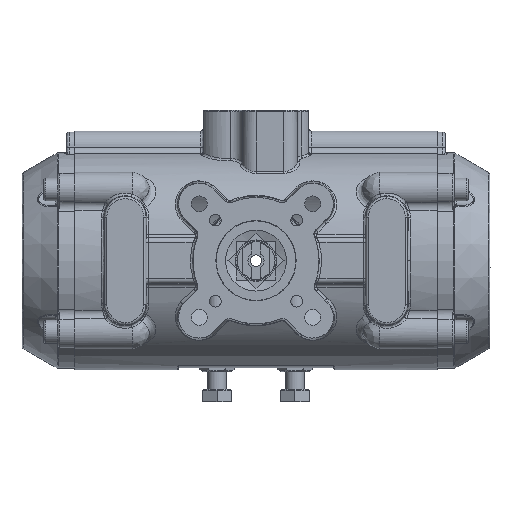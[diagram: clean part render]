
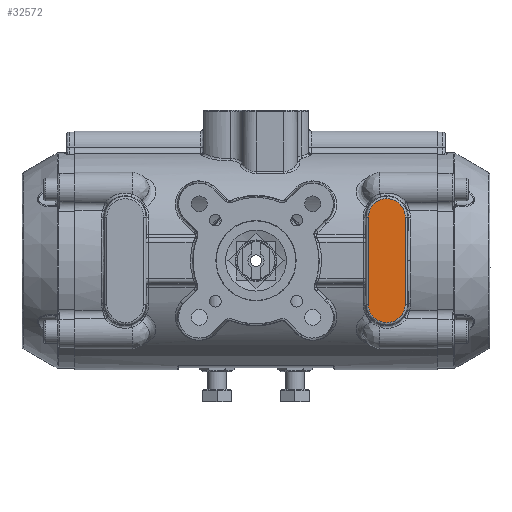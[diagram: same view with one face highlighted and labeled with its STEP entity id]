
A CAD part, front view. The second image highlights one B-rep face of the part: STEP entity #32572.
In plain terms, the highlighted planar face has unit normal (0, -1, 0).
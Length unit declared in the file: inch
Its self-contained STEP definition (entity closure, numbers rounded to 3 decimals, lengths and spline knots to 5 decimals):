
#3161 = CARTESIAN_POINT ( 'NONE',  ( 6.55774, 2.23344, 5.30789 ) ) ;
#4683 = CARTESIAN_POINT ( 'NONE',  ( 7.19037, 2.23344, 3.81182 ) ) ;
#8175 = ORIENTED_EDGE ( 'NONE', *, *, #94755, .F. ) ;
#9348 = VECTOR ( 'NONE', #58132, 39.37008 ) ;
#12821 = CARTESIAN_POINT ( 'NONE',  ( 7.19037, 2.23344, 3.81182 ) ) ;
#13435 = CARTESIAN_POINT ( 'NONE',  ( 6.55774, 2.23344, 3.1792 ) ) ;
#13636 = CARTESIAN_POINT ( 'NONE',  ( 6.68876, 2.23344, 5.6242 ) ) ;
#13734 = CARTESIAN_POINT ( 'NONE',  ( 7.19037, 2.23344, 5.30789 ) ) ;
#14479 = CARTESIAN_POINT ( 'NONE',  ( 6.87405, 2.23344, 5.30789 ) ) ;
#21115 = CARTESIAN_POINT ( 'NONE',  ( 6.87405, 2.23344, 5.6242 ) ) ;
#22397 = CARTESIAN_POINT ( 'NONE',  ( 6.55774, 2.23344, 5.30789 ) ) ;
#22671 = DIRECTION ( 'NONE',  ( 0., 0., 1. ) ) ;
#23192 = EDGE_CURVE ( 'NONE', #71680, #41580, #77240, .T. ) ;
#23984 = EDGE_CURVE ( 'NONE', #31330, #46777, #94384, .T. ) ;
#31330 = VERTEX_POINT ( 'NONE', #21115 ) ;
#31448 = FACE_OUTER_BOUND ( 'NONE', #57002, .T. ) ;
#31524 = CARTESIAN_POINT ( 'NONE',  ( 6.87405, 2.23344, 5.6242 ) ) ;
#32572 = ADVANCED_FACE ( 'NONE', ( #31448 ), #93544, .F. ) ;
#32682 = CARTESIAN_POINT ( 'NONE',  ( 7.19037, 2.23344, 5.30789 ) ) ;
#39772 = CARTESIAN_POINT ( 'NONE',  ( 6.55774, 2.23344, 3.81182 ) ) ;
#41580 = VERTEX_POINT ( 'NONE', #115054 ) ;
#42175 = ORIENTED_EDGE ( 'NONE', *, *, #23192, .F. ) ;
#46777 = VERTEX_POINT ( 'NONE', #13734 ) ;
#48273 = EDGE_CURVE ( 'NONE', #91403, #31330, #58063, .T. ) ;
#49106 = CARTESIAN_POINT ( 'NONE',  ( 7.19037, 2.23344, 5.49318 ) ) ;
#54300 = AXIS2_PLACEMENT_3D ( 'NONE', #14479, #86470, #22671 ) ;
#57002 = EDGE_LOOP ( 'NONE', ( #108739, #80167, #68264, #8175, #42175 ) ) ;
#58063 =( BOUNDED_CURVE ( )  B_SPLINE_CURVE ( 3, ( #3161, #73913, #13636, #103206 ),
 .UNSPECIFIED., .F., .F. ) 
 B_SPLINE_CURVE_WITH_KNOTS ( ( 4, 4 ),
 ( 0., 1. ),
 .UNSPECIFIED. ) 
 CURVE ( )  GEOMETRIC_REPRESENTATION_ITEM ( )  RATIONAL_B_SPLINE_CURVE ( ( 1., 0.805, 0.805, 1. ) ) 
 REPRESENTATION_ITEM ( '' )  );
#58132 = DIRECTION ( 'NONE',  ( 0., 0., 1. ) ) ;
#58663 = LINE ( 'NONE', #83231, #80092 ) ;
#66311 = CARTESIAN_POINT ( 'NONE',  ( 6.55774, 2.23344, 5.30789 ) ) ;
#66884 = LINE ( 'NONE', #22397, #9348 ) ;
#68264 = ORIENTED_EDGE ( 'NONE', *, *, #48273, .F. ) ;
#71680 = VERTEX_POINT ( 'NONE', #4683 ) ;
#73913 = CARTESIAN_POINT ( 'NONE',  ( 6.55774, 2.23344, 5.49318 ) ) ;
#77240 =( BOUNDED_CURVE ( )  B_SPLINE_CURVE ( 3, ( #12821, #93679, #13435, #39772 ),
 .UNSPECIFIED., .F., .T. ) 
 B_SPLINE_CURVE_WITH_KNOTS ( ( 4, 4 ),
 ( 0., 1. ),
 .UNSPECIFIED. ) 
 CURVE ( )  GEOMETRIC_REPRESENTATION_ITEM ( )  RATIONAL_B_SPLINE_CURVE ( ( 1., 0.333, 0.333, 1. ) ) 
 REPRESENTATION_ITEM ( '' )  );
#78324 = EDGE_CURVE ( 'NONE', #46777, #71680, #58663, .T. ) ;
#80092 = VECTOR ( 'NONE', #94434, 39.37008 ) ;
#80167 = ORIENTED_EDGE ( 'NONE', *, *, #23984, .F. ) ;
#83231 = CARTESIAN_POINT ( 'NONE',  ( 7.19037, 2.23344, 5.30789 ) ) ;
#86470 = DIRECTION ( 'NONE',  ( 0., 1., 0. ) ) ;
#91403 = VERTEX_POINT ( 'NONE', #66311 ) ;
#93544 = PLANE ( 'NONE',  #54300 ) ;
#93679 = CARTESIAN_POINT ( 'NONE',  ( 7.19037, 2.23344, 3.1792 ) ) ;
#94384 =( BOUNDED_CURVE ( )  B_SPLINE_CURVE ( 3, ( #31524, #104089, #49106, #32682 ),
 .UNSPECIFIED., .F., .T. ) 
 B_SPLINE_CURVE_WITH_KNOTS ( ( 4, 4 ),
 ( 0., 1. ),
 .UNSPECIFIED. ) 
 CURVE ( )  GEOMETRIC_REPRESENTATION_ITEM ( )  RATIONAL_B_SPLINE_CURVE ( ( 1., 0.805, 0.805, 1. ) ) 
 REPRESENTATION_ITEM ( '' )  );
#94434 = DIRECTION ( 'NONE',  ( 0., 0., -1. ) ) ;
#94755 = EDGE_CURVE ( 'NONE', #41580, #91403, #66884, .T. ) ;
#103206 = CARTESIAN_POINT ( 'NONE',  ( 6.87405, 2.23344, 5.6242 ) ) ;
#104089 = CARTESIAN_POINT ( 'NONE',  ( 7.05934, 2.23344, 5.6242 ) ) ;
#108739 = ORIENTED_EDGE ( 'NONE', *, *, #78324, .F. ) ;
#115054 = CARTESIAN_POINT ( 'NONE',  ( 6.55774, 2.23344, 3.81182 ) ) ;
